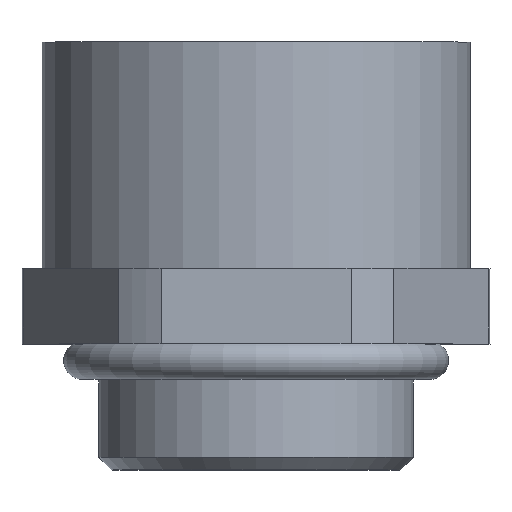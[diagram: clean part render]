
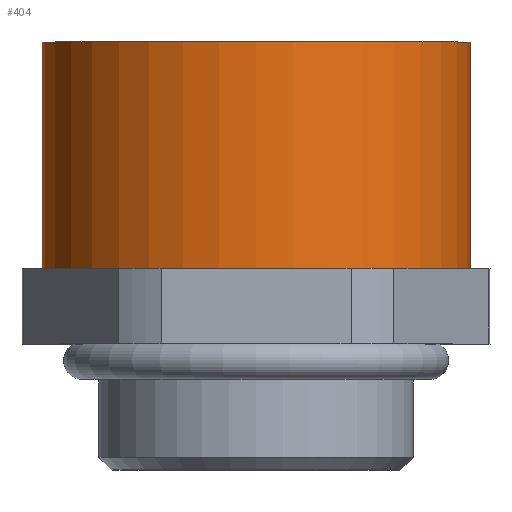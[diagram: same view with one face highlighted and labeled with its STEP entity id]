
A CAD part, top view. The second image highlights one B-rep face of the part: STEP entity #404.
In plain terms, the highlighted cylindrical face has radius 8.5 mm (diameter 17 mm), a partial arc.
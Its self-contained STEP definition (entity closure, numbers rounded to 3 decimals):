
#108 = CARTESIAN_POINT ( 'NONE',  ( 0., 28.886, 0. ) ) ;
#109 = DIRECTION ( 'NONE',  ( 0., 1., 0. ) ) ;
#110 = DIRECTION ( 'NONE',  ( -1., 0., 0. ) ) ;
#135 = CARTESIAN_POINT ( 'NONE',  ( 0., 1., 0. ) ) ;
#139 = LINE ( 'NONE', #140, #761 ) ;
#140 = CARTESIAN_POINT ( 'NONE',  ( 8.5, 28.886, 0. ) ) ;
#141 = DIRECTION ( 'NONE',  ( 0., 1., 0. ) ) ;
#142 = DIRECTION ( 'NONE',  ( 0., 1., 0. ) ) ;
#143 = DIRECTION ( 'NONE',  ( -1., 0., 0. ) ) ;
#144 = CARTESIAN_POINT ( 'NONE',  ( 0., 10., 0. ) ) ;
#145 = DIRECTION ( 'NONE',  ( 0., 1., 0. ) ) ;
#146 = DIRECTION ( 'NONE',  ( -1., 0., 0. ) ) ;
#147 = CARTESIAN_POINT ( 'NONE',  ( 0., 1., 0. ) ) ;
#148 = DIRECTION ( 'NONE',  ( 0., 1., 0. ) ) ;
#149 = DIRECTION ( 'NONE',  ( -1., 0., 0. ) ) ;
#151 = LINE ( 'NONE', #152, #764 ) ;
#152 = CARTESIAN_POINT ( 'NONE',  ( -8.5, 28.886, 0. ) ) ;
#153 = DIRECTION ( 'NONE',  ( 0., 1., 0. ) ) ;
#162 = CARTESIAN_POINT ( 'NONE',  ( 0., 1., 0. ) ) ;
#163 = DIRECTION ( 'NONE',  ( 0., 1., 0. ) ) ;
#164 = DIRECTION ( 'NONE',  ( -1., 0., 0. ) ) ;
#174 = CARTESIAN_POINT ( 'NONE',  ( 0., 1., 0. ) ) ;
#175 = DIRECTION ( 'NONE',  ( 0., 1., 0. ) ) ;
#176 = DIRECTION ( 'NONE',  ( -1., 0., 0. ) ) ;
#239 = CARTESIAN_POINT ( 'NONE',  ( -7.361, 1., 4.25 ) ) ;
#240 = CARTESIAN_POINT ( 'NONE',  ( -8.5, 10., 0. ) ) ;
#241 = CARTESIAN_POINT ( 'NONE',  ( 0., 1., 8.5 ) ) ;
#242 = CARTESIAN_POINT ( 'NONE',  ( 7.361, 1., 4.25 ) ) ;
#243 = CARTESIAN_POINT ( 'NONE',  ( 8.5, 10., 0. ) ) ;
#247 = CARTESIAN_POINT ( 'NONE',  ( 8.5, 1., 0. ) ) ;
#248 = CARTESIAN_POINT ( 'NONE',  ( -8.5, 1., 0. ) ) ;
#404 = ADVANCED_FACE ( 'NONE', ( #744 ), #748, .T. ) ;
#414 = EDGE_CURVE ( 'NONE', #558, #554, #139, .T. ) ;
#415 = EDGE_CURVE ( 'NONE', #553, #558, #478, .T. ) ;
#416 = EDGE_CURVE ( 'NONE', #551, #554, #479, .T. ) ;
#417 = EDGE_CURVE ( 'NONE', #559, #550, #480, .T. ) ;
#418 = EDGE_CURVE ( 'NONE', #559, #551, #151, .T. ) ;
#422 = EDGE_CURVE ( 'NONE', #550, #552, #482, .T. ) ;
#426 = EDGE_CURVE ( 'NONE', #552, #553, #485, .T. ) ;
#478 = CIRCLE ( 'NONE', #760, 8.5 ) ;
#479 = CIRCLE ( 'NONE', #757, 8.5 ) ;
#480 = CIRCLE ( 'NONE', #758, 8.5 ) ;
#482 = CIRCLE ( 'NONE', #763, 8.5 ) ;
#485 = CIRCLE ( 'NONE', #767, 8.5 ) ;
#550 = VERTEX_POINT ( 'NONE', #239 ) ;
#551 = VERTEX_POINT ( 'NONE', #240 ) ;
#552 = VERTEX_POINT ( 'NONE', #241 ) ;
#553 = VERTEX_POINT ( 'NONE', #242 ) ;
#554 = VERTEX_POINT ( 'NONE', #243 ) ;
#558 = VERTEX_POINT ( 'NONE', #247 ) ;
#559 = VERTEX_POINT ( 'NONE', #248 ) ;
#744 = FACE_OUTER_BOUND ( 'NONE', #1208, .T. ) ;
#747 = AXIS2_PLACEMENT_3D ( 'NONE', #108, #109, #110 ) ;
#748 = CYLINDRICAL_SURFACE ( 'NONE', #747, 8.5 ) ;
#757 = AXIS2_PLACEMENT_3D ( 'NONE', #144, #145, #146 ) ;
#758 = AXIS2_PLACEMENT_3D ( 'NONE', #147, #148, #149 ) ;
#760 = AXIS2_PLACEMENT_3D ( 'NONE', #135, #142, #143 ) ;
#761 = VECTOR ( 'NONE', #141, 1000. ) ;
#763 = AXIS2_PLACEMENT_3D ( 'NONE', #162, #163, #164 ) ;
#764 = VECTOR ( 'NONE', #153, 1000. ) ;
#767 = AXIS2_PLACEMENT_3D ( 'NONE', #174, #175, #176 ) ;
#1180 = ORIENTED_EDGE ( 'NONE', *, *, #415, .T. ) ;
#1183 = ORIENTED_EDGE ( 'NONE', *, *, #416, .F. ) ;
#1184 = ORIENTED_EDGE ( 'NONE', *, *, #414, .T. ) ;
#1185 = ORIENTED_EDGE ( 'NONE', *, *, #418, .F. ) ;
#1186 = ORIENTED_EDGE ( 'NONE', *, *, #417, .T. ) ;
#1198 = ORIENTED_EDGE ( 'NONE', *, *, #426, .T. ) ;
#1203 = ORIENTED_EDGE ( 'NONE', *, *, #422, .T. ) ;
#1208 = EDGE_LOOP ( 'NONE', ( #1180, #1184, #1183, #1185, #1186, #1203, #1198 ) ) ;
